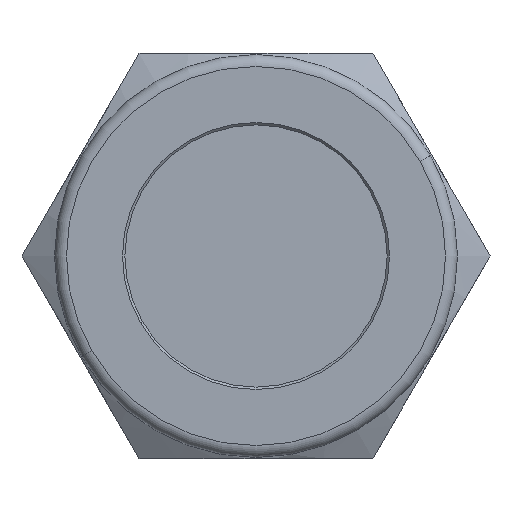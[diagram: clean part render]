
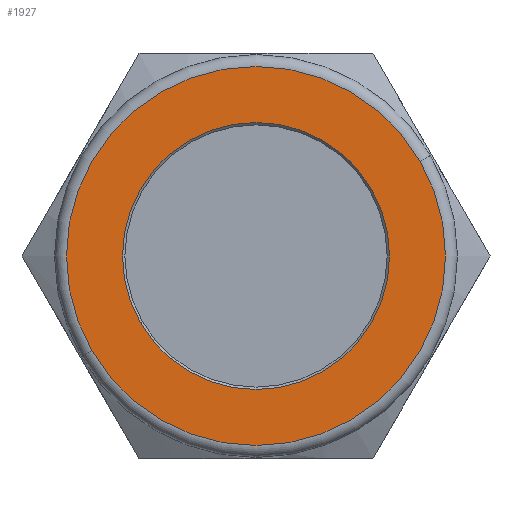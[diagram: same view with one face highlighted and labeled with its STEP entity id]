
A CAD part, front view. The second image highlights one B-rep face of the part: STEP entity #1927.
In plain terms, the highlighted planar face has unit normal (0, -1, 0).
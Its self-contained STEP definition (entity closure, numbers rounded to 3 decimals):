
#357 = DIRECTION ( 'NONE',  ( -0.866, 0., -0.5 ) ) ;
#360 = PLANE ( 'NONE',  #2225 ) ;
#362 = CARTESIAN_POINT ( 'NONE',  ( 8.45, -12., -14.636 ) ) ;
#363 = DIRECTION ( 'NONE',  ( 0., -1., 0. ) ) ;
#524 = CARTESIAN_POINT ( 'NONE',  ( 0., -12., 0. ) ) ;
#525 = DIRECTION ( 'NONE',  ( 0., -1., 0. ) ) ;
#526 = DIRECTION ( 'NONE',  ( -0.866, 0., -0.5 ) ) ;
#529 = CARTESIAN_POINT ( 'NONE',  ( 0., -12., 0. ) ) ;
#530 = DIRECTION ( 'NONE',  ( 0., 1., 0. ) ) ;
#531 = DIRECTION ( 'NONE',  ( 0.866, 0., 0.5 ) ) ;
#1000 = CARTESIAN_POINT ( 'NONE',  ( -9.699, -12., -5.6 ) ) ;
#1004 = CARTESIAN_POINT ( 'NONE',  ( 9.699, -12., 5.6 ) ) ;
#1012 = CARTESIAN_POINT ( 'NONE',  ( 13.77, -12., 7.95 ) ) ;
#1013 = CARTESIAN_POINT ( 'NONE',  ( -13.77, -12., -7.95 ) ) ;
#1061 = CARTESIAN_POINT ( 'NONE',  ( 0., -12., 0. ) ) ;
#1062 = DIRECTION ( 'NONE',  ( 0., 1., 0. ) ) ;
#1063 = DIRECTION ( 'NONE',  ( 0.866, 0., 0.5 ) ) ;
#1350 = AXIS2_PLACEMENT_3D ( 'NONE', #1493, #1492, #1491 ) ;
#1357 = AXIS2_PLACEMENT_3D ( 'NONE', #1061, #1062, #1063 ) ;
#1381 = AXIS2_PLACEMENT_3D ( 'NONE', #524, #525, #526 ) ;
#1382 = AXIS2_PLACEMENT_3D ( 'NONE', #529, #530, #531 ) ;
#1457 = ORIENTED_EDGE ( 'NONE', *, *, #2124, .T. ) ;
#1458 = ORIENTED_EDGE ( 'NONE', *, *, #2052, .T. ) ;
#1459 = ORIENTED_EDGE ( 'NONE', *, *, #2123, .T. ) ;
#1460 = ORIENTED_EDGE ( 'NONE', *, *, #2040, .T. ) ;
#1491 = DIRECTION ( 'NONE',  ( -0.866, 0., -0.5 ) ) ;
#1492 = DIRECTION ( 'NONE',  ( 0., -1., 0. ) ) ;
#1493 = CARTESIAN_POINT ( 'NONE',  ( 0., -12., 0. ) ) ;
#1668 = VERTEX_POINT ( 'NONE', #1013 ) ;
#1669 = VERTEX_POINT ( 'NONE', #1012 ) ;
#1677 = VERTEX_POINT ( 'NONE', #1004 ) ;
#1680 = VERTEX_POINT ( 'NONE', #1000 ) ;
#1784 = EDGE_LOOP ( 'NONE', ( #1460, #1459 ) ) ;
#1785 = EDGE_LOOP ( 'NONE', ( #1458, #1457 ) ) ;
#1927 = ADVANCED_FACE ( 'NONE', ( #2314, #2316 ), #360, .T. ) ;
#2040 = EDGE_CURVE ( 'NONE', #1668, #1669, #2428, .T. ) ;
#2052 = EDGE_CURVE ( 'NONE', #1680, #1677, #2445, .T. ) ;
#2123 = EDGE_CURVE ( 'NONE', #1669, #1668, #2500, .T. ) ;
#2124 = EDGE_CURVE ( 'NONE', #1677, #1680, #2501, .T. ) ;
#2225 = AXIS2_PLACEMENT_3D ( 'NONE', #362, #363, #357 ) ;
#2314 = FACE_OUTER_BOUND ( 'NONE', #1784, .T. ) ;
#2316 = FACE_BOUND ( 'NONE', #1785, .T. ) ;
#2428 = CIRCLE ( 'NONE', #1350, 15.9 ) ;
#2445 = CIRCLE ( 'NONE', #1357, 11.2 ) ;
#2500 = CIRCLE ( 'NONE', #1381, 15.9 ) ;
#2501 = CIRCLE ( 'NONE', #1382, 11.2 ) ;
